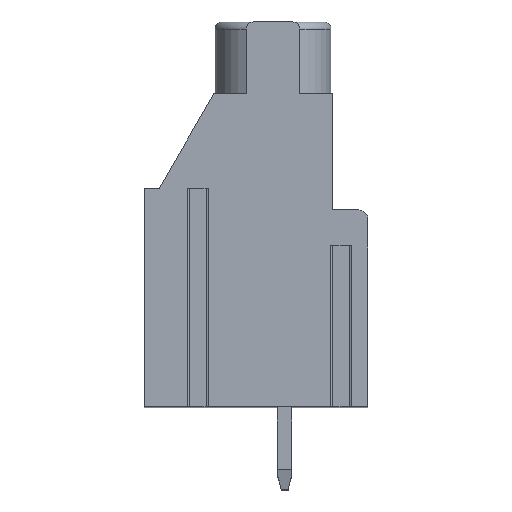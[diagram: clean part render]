
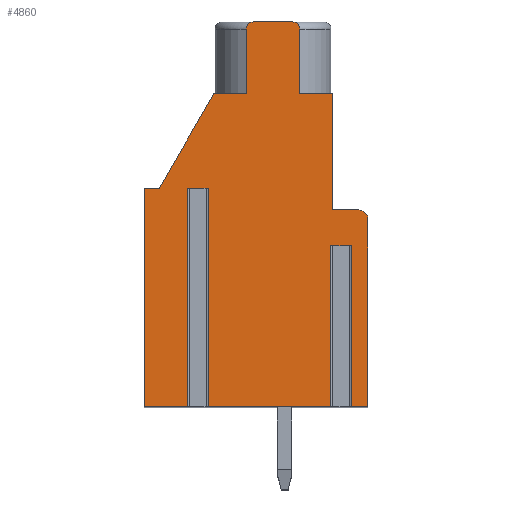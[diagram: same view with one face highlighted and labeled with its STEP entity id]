
A CAD part, top view. The second image highlights one B-rep face of the part: STEP entity #4860.
In plain terms, the highlighted planar face has unit normal (0, 0, 1).
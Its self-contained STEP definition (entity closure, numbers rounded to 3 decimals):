
#65=DIRECTION('',(-1.,0.,0.));
#66=VECTOR('',#65,1.146);
#67=CARTESIAN_POINT('',(-2.127,1.2,28.575));
#68=LINE('',#67,#66);
#69=DIRECTION('',(0.,-1.,0.));
#70=VECTOR('',#69,12.2);
#71=CARTESIAN_POINT('',(-3.273,1.2,28.575));
#72=LINE('',#71,#70);
#73=DIRECTION('',(1.,0.,0.));
#74=VECTOR('',#73,2.427);
#75=CARTESIAN_POINT('',(-5.7,-11.,28.575));
#76=LINE('',#75,#74);
#77=DIRECTION('',(0.,-1.,0.));
#78=VECTOR('',#77,12.2);
#79=CARTESIAN_POINT('',(-5.7,1.2,28.575));
#80=LINE('',#79,#78);
#81=DIRECTION('',(-1.,0.,0.));
#82=VECTOR('',#81,0.84);
#83=CARTESIAN_POINT('',(-4.86,1.2,28.575));
#84=LINE('',#83,#82);
#85=DIRECTION('',(-0.5,-0.866,0.));
#86=VECTOR('',#85,6.12);
#87=CARTESIAN_POINT('',(-1.8,6.5,28.575));
#88=LINE('',#87,#86);
#89=DIRECTION('',(-1.,0.,0.));
#90=VECTOR('',#89,1.8);
#91=CARTESIAN_POINT('',(0.,6.5,28.575));
#92=LINE('',#91,#90);
#93=DIRECTION('',(0.,-1.,0.));
#94=VECTOR('',#93,3.6);
#95=CARTESIAN_POINT('',(0.,10.1,28.575));
#96=LINE('',#95,#94);
#97=CARTESIAN_POINT('',(0.4,10.1,28.575));
#98=DIRECTION('',(0.,0.,1.));
#99=DIRECTION('',(0.,1.,0.));
#100=AXIS2_PLACEMENT_3D('',#97,#98,#99);
#102=DIRECTION('',(-1.,0.,0.));
#103=VECTOR('',#102,2.2);
#104=CARTESIAN_POINT('',(2.6,10.5,28.575));
#105=LINE('',#104,#103);
#106=CARTESIAN_POINT('',(2.6,10.1,28.575));
#107=DIRECTION('',(0.,0.,1.));
#108=DIRECTION('',(1.,0.,0.));
#109=AXIS2_PLACEMENT_3D('',#106,#107,#108);
#111=DIRECTION('',(0.,1.,0.));
#112=VECTOR('',#111,3.6);
#113=CARTESIAN_POINT('',(3.,6.5,28.575));
#114=LINE('',#113,#112);
#115=DIRECTION('',(-1.,0.,0.));
#116=VECTOR('',#115,1.8);
#117=CARTESIAN_POINT('',(4.8,6.5,28.575));
#118=LINE('',#117,#116);
#119=DIRECTION('',(0.,1.,0.));
#120=VECTOR('',#119,6.5);
#121=CARTESIAN_POINT('',(4.8,0.,28.575));
#122=LINE('',#121,#120);
#123=DIRECTION('',(-1.,0.,0.));
#124=VECTOR('',#123,1.5);
#125=CARTESIAN_POINT('',(6.3,0.,28.575));
#126=LINE('',#125,#124);
#127=CARTESIAN_POINT('',(6.3,-0.5,28.575));
#128=DIRECTION('',(0.,0.,1.));
#129=DIRECTION('',(1.,0.,0.));
#130=AXIS2_PLACEMENT_3D('',#127,#128,#129);
#132=DIRECTION('',(0.,1.,0.));
#133=VECTOR('',#132,10.5);
#134=CARTESIAN_POINT('',(6.8,-11.,28.575));
#135=LINE('',#134,#133);
#136=DIRECTION('',(1.,0.,0.));
#137=VECTOR('',#136,0.925);
#138=CARTESIAN_POINT('',(5.875,-11.,28.575));
#139=LINE('',#138,#137);
#140=DIRECTION('',(0.,-1.,0.));
#141=VECTOR('',#140,9.);
#142=CARTESIAN_POINT('',(5.875,-2.,28.575));
#143=LINE('',#142,#141);
#144=DIRECTION('',(-1.,0.,0.));
#145=VECTOR('',#144,1.146);
#146=CARTESIAN_POINT('',(5.875,-2.,28.575));
#147=LINE('',#146,#145);
#148=DIRECTION('',(0.,-1.,0.));
#149=VECTOR('',#148,9.);
#150=CARTESIAN_POINT('',(4.728,-2.,28.575));
#151=LINE('',#150,#149);
#152=DIRECTION('',(1.,0.,0.));
#153=VECTOR('',#152,6.855);
#154=CARTESIAN_POINT('',(-2.127,-11.,28.575));
#155=LINE('',#154,#153);
#156=DIRECTION('',(0.,-1.,0.));
#157=VECTOR('',#156,12.2);
#158=CARTESIAN_POINT('',(-2.127,1.2,28.575));
#159=LINE('',#158,#157);
#3771=CARTESIAN_POINT('',(6.8,-11.,28.575));
#3772=CARTESIAN_POINT('',(6.8,-0.5,28.575));
#3773=VERTEX_POINT('',#3771);
#3774=VERTEX_POINT('',#3772);
#3775=CARTESIAN_POINT('',(6.3,0.,28.575));
#3776=VERTEX_POINT('',#3775);
#3777=CARTESIAN_POINT('',(4.8,0.,28.575));
#3778=VERTEX_POINT('',#3777);
#3779=CARTESIAN_POINT('',(4.8,6.5,28.575));
#3780=VERTEX_POINT('',#3779);
#3781=CARTESIAN_POINT('',(3.,6.5,28.575));
#3782=VERTEX_POINT('',#3781);
#3783=CARTESIAN_POINT('',(3.,10.1,28.575));
#3784=VERTEX_POINT('',#3783);
#3785=CARTESIAN_POINT('',(2.6,10.5,28.575));
#3786=VERTEX_POINT('',#3785);
#3787=CARTESIAN_POINT('',(0.4,10.5,28.575));
#3788=VERTEX_POINT('',#3787);
#3789=CARTESIAN_POINT('',(0.,10.1,28.575));
#3790=VERTEX_POINT('',#3789);
#3791=CARTESIAN_POINT('',(0.,6.5,28.575));
#3792=VERTEX_POINT('',#3791);
#3793=CARTESIAN_POINT('',(-1.8,6.5,28.575));
#3794=VERTEX_POINT('',#3793);
#3795=CARTESIAN_POINT('',(-4.86,1.2,28.575));
#3796=VERTEX_POINT('',#3795);
#3797=CARTESIAN_POINT('',(-5.7,1.2,28.575));
#3798=VERTEX_POINT('',#3797);
#3799=CARTESIAN_POINT('',(-5.7,-11.,28.575));
#3800=VERTEX_POINT('',#3799);
#3957=CARTESIAN_POINT('',(5.875,-2.,28.575));
#3958=CARTESIAN_POINT('',(4.728,-2.,28.575));
#3959=VERTEX_POINT('',#3957);
#3960=VERTEX_POINT('',#3958);
#3961=CARTESIAN_POINT('',(5.875,-11.,28.575));
#3962=VERTEX_POINT('',#3961);
#3963=CARTESIAN_POINT('',(4.728,-11.,28.575));
#3964=VERTEX_POINT('',#3963);
#3989=CARTESIAN_POINT('',(-2.127,1.2,28.575));
#3990=CARTESIAN_POINT('',(-3.273,1.2,28.575));
#3991=VERTEX_POINT('',#3989);
#3992=VERTEX_POINT('',#3990);
#3993=CARTESIAN_POINT('',(-2.127,-11.,28.575));
#3994=VERTEX_POINT('',#3993);
#3995=CARTESIAN_POINT('',(-3.273,-11.,28.575));
#3996=VERTEX_POINT('',#3995);
#4807=CARTESIAN_POINT('',(0.,0.,28.575));
#4808=DIRECTION('',(0.,0.,1.));
#4809=DIRECTION('',(1.,0.,0.));
#4810=AXIS2_PLACEMENT_3D('',#4807,#4808,#4809);
#4811=PLANE('',#4810);
#4813=ORIENTED_EDGE('',*,*,#4812,.T.);
#4815=ORIENTED_EDGE('',*,*,#4814,.T.);
#4817=ORIENTED_EDGE('',*,*,#4816,.F.);
#4819=ORIENTED_EDGE('',*,*,#4818,.F.);
#4821=ORIENTED_EDGE('',*,*,#4820,.F.);
#4823=ORIENTED_EDGE('',*,*,#4822,.F.);
#4825=ORIENTED_EDGE('',*,*,#4824,.F.);
#4827=ORIENTED_EDGE('',*,*,#4826,.F.);
#4829=ORIENTED_EDGE('',*,*,#4828,.F.);
#4831=ORIENTED_EDGE('',*,*,#4830,.F.);
#4833=ORIENTED_EDGE('',*,*,#4832,.F.);
#4835=ORIENTED_EDGE('',*,*,#4834,.F.);
#4837=ORIENTED_EDGE('',*,*,#4836,.F.);
#4839=ORIENTED_EDGE('',*,*,#4838,.F.);
#4841=ORIENTED_EDGE('',*,*,#4840,.F.);
#4843=ORIENTED_EDGE('',*,*,#4842,.F.);
#4845=ORIENTED_EDGE('',*,*,#4844,.F.);
#4847=ORIENTED_EDGE('',*,*,#4846,.F.);
#4849=ORIENTED_EDGE('',*,*,#4848,.F.);
#4851=ORIENTED_EDGE('',*,*,#4850,.T.);
#4853=ORIENTED_EDGE('',*,*,#4852,.T.);
#4855=ORIENTED_EDGE('',*,*,#4854,.F.);
#4857=ORIENTED_EDGE('',*,*,#4856,.F.);
#4858=EDGE_LOOP('',(#4813,#4815,#4817,#4819,#4821,#4823,#4825,#4827,#4829,#4831,
#4833,#4835,#4837,#4839,#4841,#4843,#4845,#4847,#4849,#4851,#4853,#4855,#4857));
#4859=FACE_OUTER_BOUND('',#4858,.F.);
#101=CIRCLE('',#100,0.4);
#110=CIRCLE('',#109,0.4);
#131=CIRCLE('',#130,0.5);
#4812=EDGE_CURVE('',#3991,#3992,#68,.T.);
#4814=EDGE_CURVE('',#3992,#3996,#72,.T.);
#4816=EDGE_CURVE('',#3800,#3996,#76,.T.);
#4818=EDGE_CURVE('',#3798,#3800,#80,.T.);
#4820=EDGE_CURVE('',#3796,#3798,#84,.T.);
#4822=EDGE_CURVE('',#3794,#3796,#88,.T.);
#4824=EDGE_CURVE('',#3792,#3794,#92,.T.);
#4826=EDGE_CURVE('',#3790,#3792,#96,.T.);
#4828=EDGE_CURVE('',#3788,#3790,#101,.T.);
#4830=EDGE_CURVE('',#3786,#3788,#105,.T.);
#4832=EDGE_CURVE('',#3784,#3786,#110,.T.);
#4834=EDGE_CURVE('',#3782,#3784,#114,.T.);
#4836=EDGE_CURVE('',#3780,#3782,#118,.T.);
#4838=EDGE_CURVE('',#3778,#3780,#122,.T.);
#4840=EDGE_CURVE('',#3776,#3778,#126,.T.);
#4842=EDGE_CURVE('',#3774,#3776,#131,.T.);
#4844=EDGE_CURVE('',#3773,#3774,#135,.T.);
#4846=EDGE_CURVE('',#3962,#3773,#139,.T.);
#4848=EDGE_CURVE('',#3959,#3962,#143,.T.);
#4850=EDGE_CURVE('',#3959,#3960,#147,.T.);
#4852=EDGE_CURVE('',#3960,#3964,#151,.T.);
#4854=EDGE_CURVE('',#3994,#3964,#155,.T.);
#4856=EDGE_CURVE('',#3991,#3994,#159,.T.);
#4860=ADVANCED_FACE('',(#4859),#4811,.T.);
